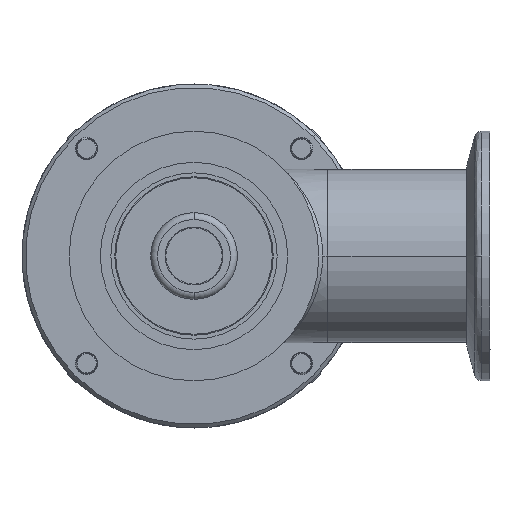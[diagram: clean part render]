
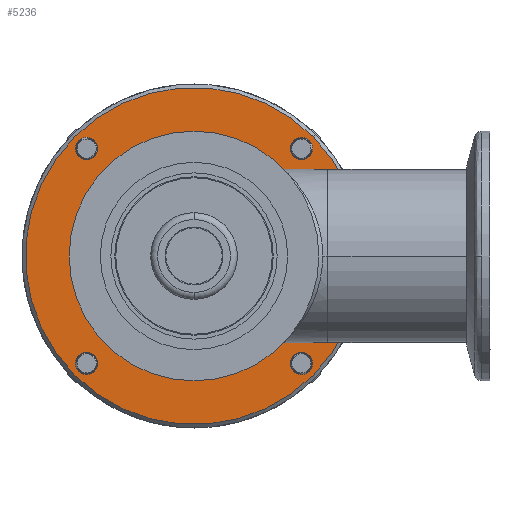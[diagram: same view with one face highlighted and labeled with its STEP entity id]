
A CAD part, front view. The second image highlights one B-rep face of the part: STEP entity #5236.
In plain terms, the highlighted face is planar.
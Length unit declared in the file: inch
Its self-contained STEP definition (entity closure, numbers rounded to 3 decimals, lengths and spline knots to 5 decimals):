
#263 = FACE_BOUND ( 'NONE', #2248, .T. ) ;
#445 = CIRCLE ( 'NONE', #3250, 0.098 ) ;
#446 = CARTESIAN_POINT ( 'NONE',  ( 0., 0., 0. ) ) ;
#633 = DIRECTION ( 'NONE',  ( 0., 0., 1. ) ) ;
#721 = DIRECTION ( 'NONE',  ( 0., 0., 1. ) ) ;
#865 = PLANE ( 'NONE',  #8040 ) ;
#939 = AXIS2_PLACEMENT_3D ( 'NONE', #8956, #4202, #12621 ) ;
#1068 = EDGE_LOOP ( 'NONE', ( #6859, #5791 ) ) ;
#1396 = VERTEX_POINT ( 'NONE', #13027 ) ;
#1670 = CARTESIAN_POINT ( 'NONE',  ( 0.098, 1.3125, 0. ) ) ;
#1940 = VERTEX_POINT ( 'NONE', #13784 ) ;
#2047 = DIRECTION ( 'NONE',  ( 0., 0., 1. ) ) ;
#2115 = CARTESIAN_POINT ( 'NONE',  ( 1.3125, 0., 0. ) ) ;
#2248 = EDGE_LOOP ( 'NONE', ( #5819, #11101 ) ) ;
#2334 = FACE_BOUND ( 'NONE', #15249, .T. ) ;
#2573 = EDGE_LOOP ( 'NONE', ( #14773, #7432 ) ) ;
#2577 = VERTEX_POINT ( 'NONE', #11234 ) ;
#2784 = VERTEX_POINT ( 'NONE', #9377 ) ;
#2818 = DIRECTION ( 'NONE',  ( 0., -1., 0. ) ) ;
#2898 = CARTESIAN_POINT ( 'NONE',  ( 0.098, -1.3125, 0. ) ) ;
#2938 = EDGE_CURVE ( 'NONE', #10820, #8526, #7604, .T. ) ;
#3064 = CARTESIAN_POINT ( 'NONE',  ( -1.2145, 0., 0. ) ) ;
#3085 = DIRECTION ( 'NONE',  ( 0., 0., 1. ) ) ;
#3189 = CARTESIAN_POINT ( 'NONE',  ( 0., -1.3125, 0. ) ) ;
#3250 = AXIS2_PLACEMENT_3D ( 'NONE', #2115, #2047, #11812 ) ;
#3514 = DIRECTION ( 'NONE',  ( 0., 0., 1. ) ) ;
#3599 = EDGE_LOOP ( 'NONE', ( #12876, #14334 ) ) ;
#3658 = VERTEX_POINT ( 'NONE', #11109 ) ;
#3824 = EDGE_CURVE ( 'NONE', #1940, #7927, #445, .T. ) ;
#4018 = CARTESIAN_POINT ( 'NONE',  ( 0., 0., 0. ) ) ;
#4158 = CARTESIAN_POINT ( 'NONE',  ( 0., 0., 0. ) ) ;
#4202 = DIRECTION ( 'NONE',  ( 0., 0., -1. ) ) ;
#4602 = CARTESIAN_POINT ( 'NONE',  ( -1.3125, 0., 0. ) ) ;
#4635 = CARTESIAN_POINT ( 'NONE',  ( 1.0675, 0., 0. ) ) ;
#4706 = CARTESIAN_POINT ( 'NONE',  ( 0., 1.3125, 0. ) ) ;
#5052 = AXIS2_PLACEMENT_3D ( 'NONE', #4706, #13421, #14102 ) ;
#5117 = CARTESIAN_POINT ( 'NONE',  ( -1.0675, 0., 0. ) ) ;
#5236 = ADVANCED_FACE ( 'NONE', ( #263, #14744, #8448, #13301, #2334, #7240 ), #865, .T. ) ;
#5493 = AXIS2_PLACEMENT_3D ( 'NONE', #4018, #13791, #2818 ) ;
#5529 = DIRECTION ( 'NONE',  ( -1., 0., 0. ) ) ;
#5530 = DIRECTION ( 'NONE',  ( -1., 0., 0. ) ) ;
#5731 = ORIENTED_EDGE ( 'NONE', *, *, #14004, .T. ) ;
#5760 = DIRECTION ( 'NONE',  ( 0., 0., -1. ) ) ;
#5778 = CARTESIAN_POINT ( 'NONE',  ( 0., 0., 0. ) ) ;
#5791 = ORIENTED_EDGE ( 'NONE', *, *, #13030, .T. ) ;
#5819 = ORIENTED_EDGE ( 'NONE', *, *, #2938, .T. ) ;
#5892 = ORIENTED_EDGE ( 'NONE', *, *, #8350, .T. ) ;
#5935 = DIRECTION ( 'NONE',  ( 1., 0., 0. ) ) ;
#6452 = DIRECTION ( 'NONE',  ( 0., 0., 1. ) ) ;
#6465 = DIRECTION ( 'NONE',  ( -1., 0., 0. ) ) ;
#6495 = EDGE_CURVE ( 'NONE', #7782, #2577, #7050, .T. ) ;
#6859 = ORIENTED_EDGE ( 'NONE', *, *, #12936, .T. ) ;
#7050 = CIRCLE ( 'NONE', #9344, 0.098 ) ;
#7240 = FACE_OUTER_BOUND ( 'NONE', #3599, .T. ) ;
#7292 = CIRCLE ( 'NONE', #5493, 1.4575 ) ;
#7432 = ORIENTED_EDGE ( 'NONE', *, *, #6495, .T. ) ;
#7604 = CIRCLE ( 'NONE', #12691, 1.0675 ) ;
#7610 = CIRCLE ( 'NONE', #5052, 0.098 ) ;
#7782 = VERTEX_POINT ( 'NONE', #1670 ) ;
#7927 = VERTEX_POINT ( 'NONE', #11530 ) ;
#8040 = AXIS2_PLACEMENT_3D ( 'NONE', #4158, #5760, #10640 ) ;
#8350 = EDGE_CURVE ( 'NONE', #11945, #2784, #8859, .T. ) ;
#8448 = FACE_BOUND ( 'NONE', #2573, .T. ) ;
#8471 = DIRECTION ( 'NONE',  ( -1., 0., 0. ) ) ;
#8526 = VERTEX_POINT ( 'NONE', #5117 ) ;
#8735 = EDGE_CURVE ( 'NONE', #1396, #3658, #13195, .T. ) ;
#8789 = AXIS2_PLACEMENT_3D ( 'NONE', #10065, #14939, #6465 ) ;
#8801 = AXIS2_PLACEMENT_3D ( 'NONE', #12999, #13147, #14522 ) ;
#8859 = CIRCLE ( 'NONE', #10385, 0.098 ) ;
#8881 = CARTESIAN_POINT ( 'NONE',  ( -1.4105, 0., 0. ) ) ;
#8956 = CARTESIAN_POINT ( 'NONE',  ( 0., 0., 0. ) ) ;
#9133 = EDGE_CURVE ( 'NONE', #8526, #10820, #13980, .T. ) ;
#9153 = ORIENTED_EDGE ( 'NONE', *, *, #13522, .T. ) ;
#9344 = AXIS2_PLACEMENT_3D ( 'NONE', #12065, #10949, #8471 ) ;
#9377 = CARTESIAN_POINT ( 'NONE',  ( -0.098, -1.3125, 0. ) ) ;
#9705 = EDGE_LOOP ( 'NONE', ( #9153, #5892 ) ) ;
#9768 = EDGE_CURVE ( 'NONE', #2577, #7782, #7610, .T. ) ;
#9820 = CIRCLE ( 'NONE', #12639, 0.098 ) ;
#9885 = VERTEX_POINT ( 'NONE', #8881 ) ;
#10065 = CARTESIAN_POINT ( 'NONE',  ( -1.3125, 0., 0. ) ) ;
#10385 = AXIS2_PLACEMENT_3D ( 'NONE', #3189, #633, #5530 ) ;
#10640 = DIRECTION ( 'NONE',  ( -1., 0., 0. ) ) ;
#10820 = VERTEX_POINT ( 'NONE', #4635 ) ;
#10841 = AXIS2_PLACEMENT_3D ( 'NONE', #4602, #3085, #13163 ) ;
#10873 = CIRCLE ( 'NONE', #8789, 0.098 ) ;
#10949 = DIRECTION ( 'NONE',  ( 0., 0., 1. ) ) ;
#11101 = ORIENTED_EDGE ( 'NONE', *, *, #9133, .T. ) ;
#11109 = CARTESIAN_POINT ( 'NONE',  ( 0., 1.4575, 0. ) ) ;
#11234 = CARTESIAN_POINT ( 'NONE',  ( -0.098, 1.3125, 0. ) ) ;
#11530 = CARTESIAN_POINT ( 'NONE',  ( 1.4105, 0., 0. ) ) ;
#11618 = CIRCLE ( 'NONE', #8801, 0.098 ) ;
#11764 = CARTESIAN_POINT ( 'NONE',  ( 0., -1.3125, 0. ) ) ;
#11812 = DIRECTION ( 'NONE',  ( -1., 0., 0. ) ) ;
#11936 = AXIS2_PLACEMENT_3D ( 'NONE', #446, #6452, #12534 ) ;
#11945 = VERTEX_POINT ( 'NONE', #2898 ) ;
#12051 = VERTEX_POINT ( 'NONE', #3064 ) ;
#12065 = CARTESIAN_POINT ( 'NONE',  ( 0., 1.3125, 0. ) ) ;
#12534 = DIRECTION ( 'NONE',  ( 1., 0., 0. ) ) ;
#12621 = DIRECTION ( 'NONE',  ( 0., -1., 0. ) ) ;
#12624 = CIRCLE ( 'NONE', #10841, 0.098 ) ;
#12639 = AXIS2_PLACEMENT_3D ( 'NONE', #11764, #721, #5529 ) ;
#12691 = AXIS2_PLACEMENT_3D ( 'NONE', #5778, #3514, #5935 ) ;
#12876 = ORIENTED_EDGE ( 'NONE', *, *, #8735, .T. ) ;
#12936 = EDGE_CURVE ( 'NONE', #9885, #12051, #10873, .T. ) ;
#12999 = CARTESIAN_POINT ( 'NONE',  ( 1.3125, 0., 0. ) ) ;
#13027 = CARTESIAN_POINT ( 'NONE',  ( 0., -1.4575, 0. ) ) ;
#13030 = EDGE_CURVE ( 'NONE', #12051, #9885, #12624, .T. ) ;
#13147 = DIRECTION ( 'NONE',  ( 0., 0., 1. ) ) ;
#13163 = DIRECTION ( 'NONE',  ( -1., 0., 0. ) ) ;
#13195 = CIRCLE ( 'NONE', #939, 1.4575 ) ;
#13301 = FACE_BOUND ( 'NONE', #9705, .T. ) ;
#13378 = ORIENTED_EDGE ( 'NONE', *, *, #3824, .T. ) ;
#13421 = DIRECTION ( 'NONE',  ( 0., 0., 1. ) ) ;
#13522 = EDGE_CURVE ( 'NONE', #2784, #11945, #9820, .T. ) ;
#13784 = CARTESIAN_POINT ( 'NONE',  ( 1.2145, 0., 0. ) ) ;
#13791 = DIRECTION ( 'NONE',  ( 0., 0., -1. ) ) ;
#13980 = CIRCLE ( 'NONE', #11936, 1.0675 ) ;
#14004 = EDGE_CURVE ( 'NONE', #7927, #1940, #11618, .T. ) ;
#14102 = DIRECTION ( 'NONE',  ( -1., 0., 0. ) ) ;
#14334 = ORIENTED_EDGE ( 'NONE', *, *, #14348, .T. ) ;
#14348 = EDGE_CURVE ( 'NONE', #3658, #1396, #7292, .T. ) ;
#14522 = DIRECTION ( 'NONE',  ( -1., 0., 0. ) ) ;
#14744 = FACE_BOUND ( 'NONE', #1068, .T. ) ;
#14773 = ORIENTED_EDGE ( 'NONE', *, *, #9768, .T. ) ;
#14939 = DIRECTION ( 'NONE',  ( 0., 0., 1. ) ) ;
#15249 = EDGE_LOOP ( 'NONE', ( #13378, #5731 ) ) ;
